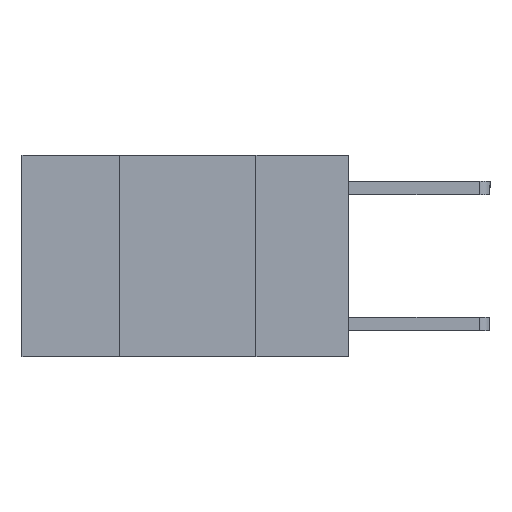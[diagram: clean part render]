
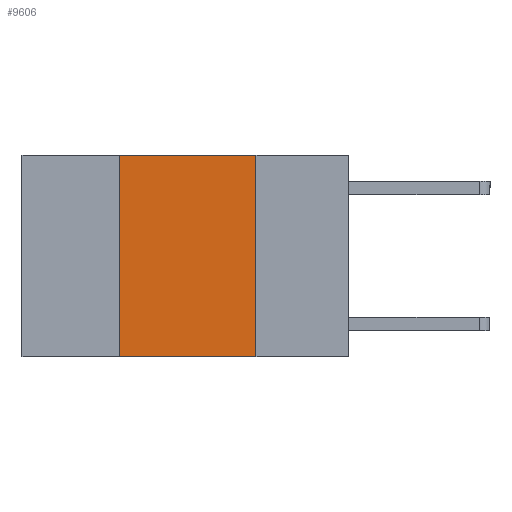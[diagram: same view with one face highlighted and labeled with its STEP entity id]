
A CAD part, left-side view. The second image highlights one B-rep face of the part: STEP entity #9606.
In plain terms, the highlighted planar face has unit normal (-1, 0, 0).
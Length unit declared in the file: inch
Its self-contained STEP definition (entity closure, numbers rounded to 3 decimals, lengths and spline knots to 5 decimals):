
#634 = CARTESIAN_POINT ( 'NONE',  ( 0., 0.17, 0. ) ) ;
#1028 = VERTEX_POINT ( 'NONE', #1902 ) ;
#1122 = DIRECTION ( 'NONE',  ( 0., 0., 1. ) ) ;
#1486 = CARTESIAN_POINT ( 'NONE',  ( 0., 0.6, 0. ) ) ;
#1662 = CARTESIAN_POINT ( 'NONE',  ( 0., 0.6, 0. ) ) ;
#1838 = LINE ( 'NONE', #2675, #9742 ) ;
#1902 = CARTESIAN_POINT ( 'NONE',  ( 0., 0.42, -0.37 ) ) ;
#2036 = EDGE_LOOP ( 'NONE', ( #4220, #6207, #2830, #5082 ) ) ;
#2399 = CARTESIAN_POINT ( 'NONE',  ( 0., 0.42, 0. ) ) ;
#2675 = CARTESIAN_POINT ( 'NONE',  ( 0., 0.17, 0. ) ) ;
#2830 = ORIENTED_EDGE ( 'NONE', *, *, #2871, .F. ) ;
#2871 = EDGE_CURVE ( 'NONE', #1028, #7398, #8263, .T. ) ;
#2944 = PLANE ( 'NONE',  #9916 ) ;
#3277 = DIRECTION ( 'NONE',  ( 0., -1., 0. ) ) ;
#4126 = VECTOR ( 'NONE', #3277, 39.37008 ) ;
#4220 = ORIENTED_EDGE ( 'NONE', *, *, #9899, .F. ) ;
#4253 = VERTEX_POINT ( 'NONE', #4877 ) ;
#4583 = EDGE_CURVE ( 'NONE', #7398, #8538, #9710, .T. ) ;
#4614 = VECTOR ( 'NONE', #1122, 39.37008 ) ;
#4877 = CARTESIAN_POINT ( 'NONE',  ( 0., 0.17, -0.37 ) ) ;
#5042 = DIRECTION ( 'NONE',  ( 0., 0., -1. ) ) ;
#5082 = ORIENTED_EDGE ( 'NONE', *, *, #6556, .T. ) ;
#6207 = ORIENTED_EDGE ( 'NONE', *, *, #4583, .F. ) ;
#6556 = EDGE_CURVE ( 'NONE', #1028, #4253, #9638, .T. ) ;
#7103 = FACE_OUTER_BOUND ( 'NONE', #2036, .T. ) ;
#7165 = CARTESIAN_POINT ( 'NONE',  ( 0., 0.6, -0.37 ) ) ;
#7398 = VERTEX_POINT ( 'NONE', #2399 ) ;
#7841 = DIRECTION ( 'NONE',  ( 1., 0., 0. ) ) ;
#8163 = CARTESIAN_POINT ( 'NONE',  ( 0., 0.42, 0. ) ) ;
#8263 = LINE ( 'NONE', #8163, #4614 ) ;
#8467 = DIRECTION ( 'NONE',  ( 0., 0., -1. ) ) ;
#8538 = VERTEX_POINT ( 'NONE', #634 ) ;
#9202 = VECTOR ( 'NONE', #9542, 39.37008 ) ;
#9542 = DIRECTION ( 'NONE',  ( 0., -1., 0. ) ) ;
#9606 = ADVANCED_FACE ( 'NONE', ( #7103 ), #2944, .F. ) ;
#9638 = LINE ( 'NONE', #7165, #9202 ) ;
#9710 = LINE ( 'NONE', #1662, #4126 ) ;
#9742 = VECTOR ( 'NONE', #5042, 39.37008 ) ;
#9899 = EDGE_CURVE ( 'NONE', #8538, #4253, #1838, .T. ) ;
#9916 = AXIS2_PLACEMENT_3D ( 'NONE', #1486, #7841, #8467 ) ;
